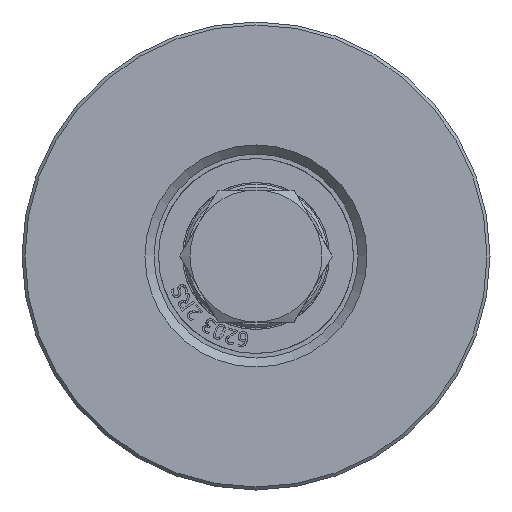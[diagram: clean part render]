
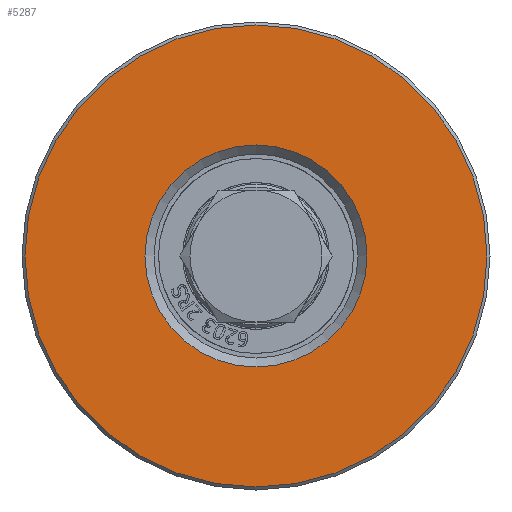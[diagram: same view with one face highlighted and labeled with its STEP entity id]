
A CAD part, left-side view. The second image highlights one B-rep face of the part: STEP entity #5287.
In plain terms, the highlighted planar face has unit normal (-1, 0, 0).
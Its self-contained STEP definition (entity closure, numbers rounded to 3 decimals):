
#1085=PLANE('',#5838);
#1187=FACE_BOUND('',#1729,.T.);
#1402=FACE_OUTER_BOUND('',#1728,.T.);
#1728=EDGE_LOOP('',(#4637));
#1729=EDGE_LOOP('',(#4638));
#1979=CIRCLE('',#5837,38.5);
#1980=CIRCLE('',#5839,18.5);
#2547=VERTEX_POINT('',#9803);
#2548=VERTEX_POINT('',#9807);
#3273=EDGE_CURVE('',#2547,#2547,#1979,.T.);
#3274=EDGE_CURVE('',#2548,#2548,#1980,.T.);
#4637=ORIENTED_EDGE('',*,*,#3273,.F.);
#4638=ORIENTED_EDGE('',*,*,#3274,.F.);
#5287=ADVANCED_FACE('',(#1402,#1187),#1085,.T.);
#5837=AXIS2_PLACEMENT_3D('',#9805,#6848,#6849);
#5838=AXIS2_PLACEMENT_3D('',#9806,#6850,#6851);
#5839=AXIS2_PLACEMENT_3D('',#9808,#6852,#6853);
#6848=DIRECTION('center_axis',(1.,0.,0.));
#6849=DIRECTION('ref_axis',(0.,-1.,0.));
#6850=DIRECTION('center_axis',(-1.,0.,0.));
#6851=DIRECTION('ref_axis',(0.,0.,1.));
#6852=DIRECTION('center_axis',(-1.,0.,0.));
#6853=DIRECTION('ref_axis',(0.,-1.,0.));
#9803=CARTESIAN_POINT('',(-10.,38.5,0.));
#9805=CARTESIAN_POINT('Origin',(-10.,0.,0.));
#9806=CARTESIAN_POINT('Origin',(-10.,28.,0.));
#9807=CARTESIAN_POINT('',(-10.,18.5,0.));
#9808=CARTESIAN_POINT('Origin',(-10.,0.,0.));
